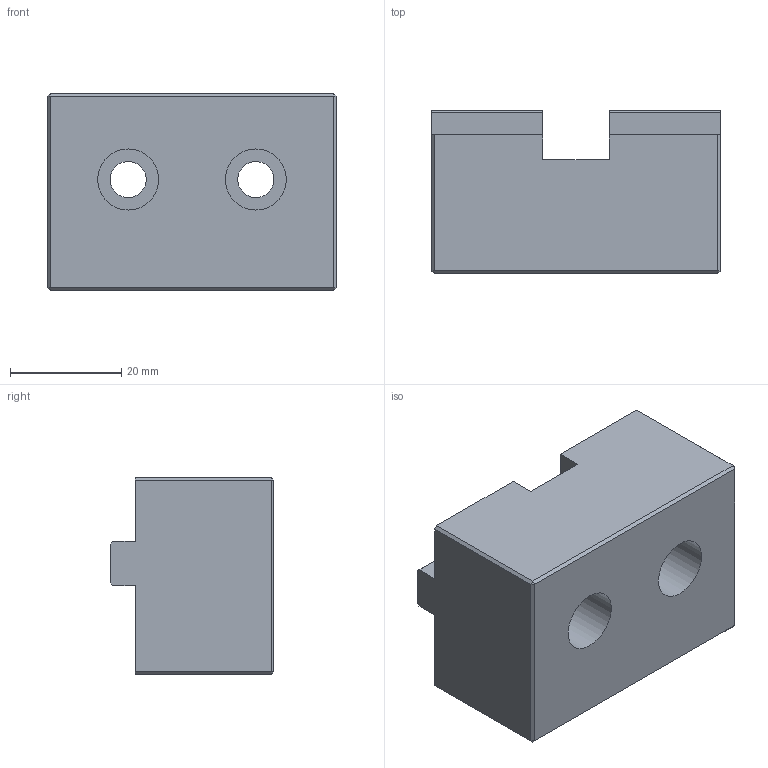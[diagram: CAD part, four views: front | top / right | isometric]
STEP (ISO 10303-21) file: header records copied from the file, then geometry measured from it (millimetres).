
FILE_DESCRIPTION(/* description */ (''),/* implementation_level */ '2;1');
FILE_NAME(/* name */ 'MH-MZS 70.stp',/* time_stamp */ '2019-11-13T10:45:45+01:00',/* author */ ('e.orio2'),/* organization */ (''),/* preprocessor_version */ 'ST-DEVELOPER v17',/* originating_system */ 'Autodesk Inventor 2019',/* authorisation */ '');
FILE_SCHEMA (('AUTOMOTIVE_DESIGN { 1 0 10303 214 3 1 1 }'));
Length unit declared in the file: millimetre
Products named in the file (1): MH-MSZ 70.1
Bounding box: 52 x 29.5 x 35.5 mm (x, y, z)
Volume: 40924.1 mm3; surface area: 10306.3 mm2
Topology: 1 solids, 1 shells, 40 faces, 102 edges, 65 vertices
Faces by surface type: plane 36, cylinder 4
Full cylindrical faces by diameter (mm): 6.5 x2, 11 x2
Entity records: 1255 total; most frequent: CARTESIAN_POINT 211, ORIENTED_EDGE 210, DIRECTION 198, EDGE_CURVE 105, LINE 94, VECTOR 94, VERTEX_POINT 65, AXIS2_PLACEMENT_3D 52
